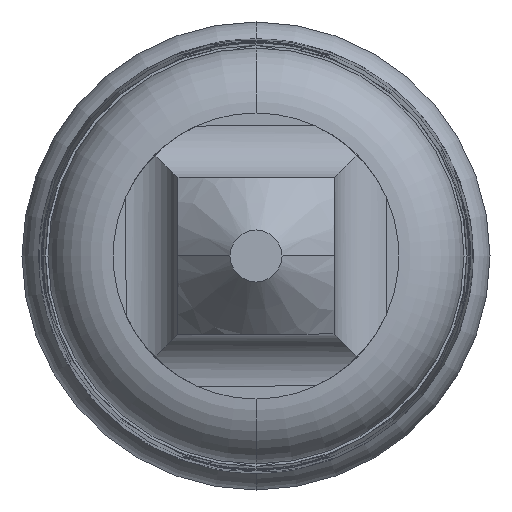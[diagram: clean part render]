
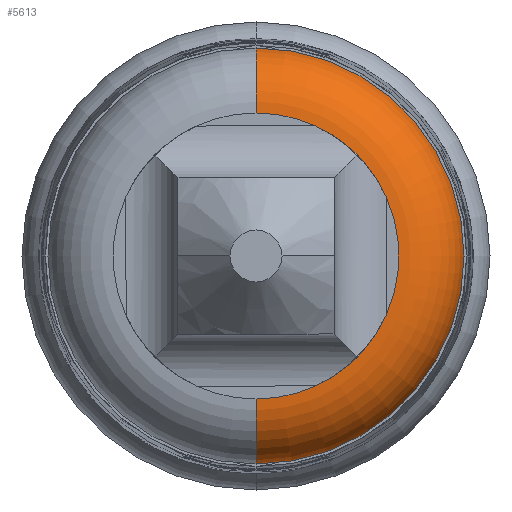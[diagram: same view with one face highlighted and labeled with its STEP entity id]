
A CAD part, front view. The second image highlights one B-rep face of the part: STEP entity #5613.
In plain terms, the highlighted toroidal (fillet/blend) face has major radius 0.55 mm and minor radius 0.25 mm.
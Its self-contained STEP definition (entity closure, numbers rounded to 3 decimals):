
#19 = CARTESIAN_POINT ( 'NONE',  ( 0., -15., 0. ) ) ;
#101 = DIRECTION ( 'NONE',  ( 0., 0., 1. ) ) ;
#114 = AXIS2_PLACEMENT_3D ( 'NONE', #19, #1077, #4658 ) ;
#174 = DIRECTION ( 'NONE',  ( 0., 1., 0. ) ) ;
#362 = EDGE_LOOP ( 'NONE', ( #2818, #2274, #4997, #4761, #2989, #5485, #3782, #2991 ) ) ;
#365 = EDGE_CURVE ( 'NONE', #5569, #4502, #3763, .T. ) ;
#370 = DIRECTION ( 'NONE',  ( -1., 0., 0. ) ) ;
#455 = DIRECTION ( 'NONE',  ( 0., 0., 1. ) ) ;
#629 = DIRECTION ( 'NONE',  ( 0., 0., 1. ) ) ;
#663 = DIRECTION ( 'NONE',  ( 1., 0., 0. ) ) ;
#666 = EDGE_CURVE ( 'Defeature ausgef�hrt3_50+Defeature ausgef�hrt3_68+Defeature ausgef�hrt3_65+Defeature ausgef�hrt3_65', #5569, #4647, #1062, .T. ) ;
#927 = AXIS2_PLACEMENT_3D ( 'NONE', #2276, #663, #4760 ) ;
#964 = CARTESIAN_POINT ( 'NONE',  ( 0.229, -15., 0.5 ) ) ;
#976 = CARTESIAN_POINT ( 'NONE',  ( 0., -15., 0. ) ) ;
#1008 = DIRECTION ( 'NONE',  ( 0., -1., 0. ) ) ;
#1062 = CIRCLE ( 'NONE', #114, 0.55 ) ;
#1077 = DIRECTION ( 'NONE',  ( 0., -1., 0. ) ) ;
#1292 = AXIS2_PLACEMENT_3D ( 'NONE', #1992, #6600, #2041 ) ;
#1500 = CIRCLE ( 'NONE', #6488, 0.55 ) ;
#1675 = CARTESIAN_POINT ( 'NONE',  ( 0., -14.75, 0. ) ) ;
#1711 = VERTEX_POINT ( 'NONE', #3151 ) ;
#1914 = AXIS2_PLACEMENT_3D ( 'NONE', #2599, #4084, #2547 ) ;
#1992 = CARTESIAN_POINT ( 'NONE',  ( 0., -14.75, 0. ) ) ;
#2022 = CARTESIAN_POINT ( 'NONE',  ( 0., -14.75, 0.55 ) ) ;
#2041 = DIRECTION ( 'NONE',  ( 0., 0., 1. ) ) ;
#2076 = DIRECTION ( 'NONE',  ( 0., 0., 1. ) ) ;
#2267 = CARTESIAN_POINT ( 'NONE',  ( 0., -14.75, -0.8 ) ) ;
#2274 = ORIENTED_EDGE ( 'NONE', *, *, #365, .T. ) ;
#2276 = CARTESIAN_POINT ( 'NONE',  ( 0., -14.75, -0.55 ) ) ;
#2547 = DIRECTION ( 'NONE',  ( 0., 0., 1. ) ) ;
#2592 = CARTESIAN_POINT ( 'NONE',  ( 0., -15., -0.55 ) ) ;
#2599 = CARTESIAN_POINT ( 'NONE',  ( 0., -15., 0. ) ) ;
#2818 = ORIENTED_EDGE ( 'NONE', *, *, #666, .F. ) ;
#2870 = AXIS2_PLACEMENT_3D ( 'NONE', #2022, #370, #2076 ) ;
#2989 = ORIENTED_EDGE ( 'NONE', *, *, #4775, .F. ) ;
#2991 = ORIENTED_EDGE ( 'NONE', *, *, #3078, .T. ) ;
#3078 = EDGE_CURVE ( 'Defeature ausgef�hrt3_68+Defeature ausgef�hrt3_58+Defeature ausgef�hrt3_51+Defeature ausgef�hrt3_50', #6027, #4647, #4218, .T. ) ;
#3151 = CARTESIAN_POINT ( 'NONE',  ( 0., -14.75, 0.8 ) ) ;
#3406 = EDGE_CURVE ( 'Defeature ausgef�hrt3_68+Defeature ausgef�hrt3_56+Defeature ausgef�hrt3_60+Defeature ausgef�hrt3_51', #6347, #6543, #3649, .T. ) ;
#3649 = CIRCLE ( 'NONE', #4133, 0.55 ) ;
#3666 = CARTESIAN_POINT ( 'NONE',  ( 0.5, -15., 0.229 ) ) ;
#3696 = CARTESIAN_POINT ( 'NONE',  ( 0., -15., 0.55 ) ) ;
#3763 = CIRCLE ( 'NONE', #927, 0.25 ) ;
#3782 = ORIENTED_EDGE ( 'NONE', *, *, #5389, .F. ) ;
#3793 = EDGE_CURVE ( 'Defeature ausgef�hrt3_59+Defeature ausgef�hrt3_68+Defeature ausgef�hrt3_68+Defeature ausgef�hrt3_68', #1711, #4502, #5837, .T. ) ;
#3872 = CIRCLE ( 'NONE', #2870, 0.25 ) ;
#4084 = DIRECTION ( 'NONE',  ( 0., 1., 0. ) ) ;
#4133 = AXIS2_PLACEMENT_3D ( 'NONE', #6128, #4696, #101 ) ;
#4218 = CIRCLE ( 'NONE', #1914, 0.55 ) ;
#4281 = AXIS2_PLACEMENT_3D ( 'NONE', #1675, #174, #629 ) ;
#4502 = VERTEX_POINT ( 'NONE', #2267 ) ;
#4647 = VERTEX_POINT ( 'NONE', #5438 ) ;
#4658 = DIRECTION ( 'NONE',  ( 0., 0., 1. ) ) ;
#4696 = DIRECTION ( 'NONE',  ( 0., 1., 0. ) ) ;
#4760 = DIRECTION ( 'NONE',  ( 0., 0., -1. ) ) ;
#4761 = ORIENTED_EDGE ( 'NONE', *, *, #4959, .F. ) ;
#4775 = EDGE_CURVE ( 'Defeature ausgef�hrt3_60+Defeature ausgef�hrt3_68+Defeature ausgef�hrt3_64+Defeature ausgef�hrt3_64', #6347, #4938, #1500, .T. ) ;
#4938 = VERTEX_POINT ( 'NONE', #3696 ) ;
#4959 = EDGE_CURVE ( 'NONE', #4938, #1711, #3872, .T. ) ;
#4997 = ORIENTED_EDGE ( 'NONE', *, *, #3793, .F. ) ;
#5075 = CARTESIAN_POINT ( 'NONE',  ( 0., -15., 0. ) ) ;
#5097 = DIRECTION ( 'NONE',  ( 0., -1., 0. ) ) ;
#5103 = DIRECTION ( 'NONE',  ( 0., 0., 1. ) ) ;
#5272 = CARTESIAN_POINT ( 'NONE',  ( 0.5, -15., -0.229 ) ) ;
#5389 = EDGE_CURVE ( 'Defeature ausgef�hrt3_51+Defeature ausgef�hrt3_68+Defeature ausgef�hrt3_62+Defeature ausgef�hrt3_62', #6027, #6543, #6435, .T. ) ;
#5438 = CARTESIAN_POINT ( 'NONE',  ( 0.229, -15., -0.5 ) ) ;
#5485 = ORIENTED_EDGE ( 'NONE', *, *, #3406, .T. ) ;
#5569 = VERTEX_POINT ( 'NONE', #2592 ) ;
#5613 = ADVANCED_FACE ( 'Defeature ausgef�hrt3_68', ( #6045 ), #5899, .T. ) ;
#5837 = CIRCLE ( 'NONE', #1292, 0.8 ) ;
#5899 = TOROIDAL_SURFACE ( 'NONE', #4281, 0.55, 0.25 ) ;
#6027 = VERTEX_POINT ( 'NONE', #5272 ) ;
#6045 = FACE_OUTER_BOUND ( 'NONE', #362, .T. ) ;
#6128 = CARTESIAN_POINT ( 'NONE',  ( 0., -15., 0. ) ) ;
#6347 = VERTEX_POINT ( 'NONE', #964 ) ;
#6435 = CIRCLE ( 'NONE', #6574, 0.55 ) ;
#6488 = AXIS2_PLACEMENT_3D ( 'NONE', #5075, #5097, #455 ) ;
#6543 = VERTEX_POINT ( 'NONE', #3666 ) ;
#6574 = AXIS2_PLACEMENT_3D ( 'NONE', #976, #1008, #5103 ) ;
#6600 = DIRECTION ( 'NONE',  ( 0., 1., 0. ) ) ;
